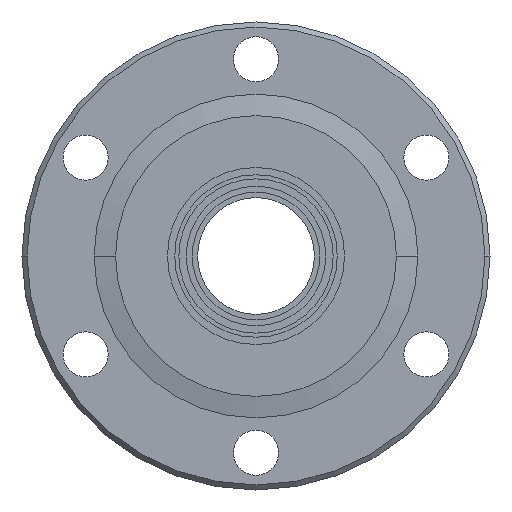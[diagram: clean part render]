
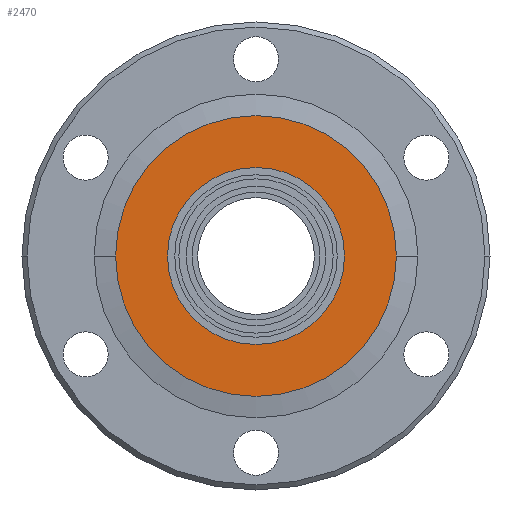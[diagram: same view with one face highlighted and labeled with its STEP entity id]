
A CAD part, front view. The second image highlights one B-rep face of the part: STEP entity #2470.
In plain terms, the highlighted planar face has unit normal (0, -1, 0).
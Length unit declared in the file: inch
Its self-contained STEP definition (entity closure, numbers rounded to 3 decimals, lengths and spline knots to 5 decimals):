
#160 = PLANE ( 'NONE',  #3390 ) ;
#162 = CARTESIAN_POINT ( 'NONE',  ( 0., 0.72412, 0.825 ) ) ;
#166 = DIRECTION ( 'NONE',  ( 0., -1., 0. ) ) ;
#167 = DIRECTION ( 'NONE',  ( -1., 0., 0. ) ) ;
#390 = CARTESIAN_POINT ( 'NONE',  ( 0., 0.72412, 0.52 ) ) ;
#407 = CARTESIAN_POINT ( 'NONE',  ( -0.825, 0.72412, 0. ) ) ;
#522 = CARTESIAN_POINT ( 'NONE',  ( 0., 0.72412, 0. ) ) ;
#523 = DIRECTION ( 'NONE',  ( 0., -1., 0. ) ) ;
#524 = DIRECTION ( 'NONE',  ( -1., 0., 0. ) ) ;
#552 = CARTESIAN_POINT ( 'NONE',  ( 0., 0.72412, 0. ) ) ;
#553 = DIRECTION ( 'NONE',  ( 0., 1., 0. ) ) ;
#554 = DIRECTION ( 'NONE',  ( 0., 0., 1. ) ) ;
#647 = AXIS2_PLACEMENT_3D ( 'NONE', #522, #523, #524 ) ;
#663 = AXIS2_PLACEMENT_3D ( 'NONE', #552, #553, #554 ) ;
#705 = FACE_BOUND ( 'NONE', #2904, .T. ) ;
#707 = FACE_OUTER_BOUND ( 'NONE', #2771, .T. ) ;
#851 = EDGE_CURVE ( 'NONE', #993, #1077, #2962, .T. ) ;
#862 = EDGE_CURVE ( 'NONE', #1088, #971, #2237, .T. ) ;
#911 = AXIS2_PLACEMENT_3D ( 'NONE', #2532, #2533, #2534 ) ;
#947 = AXIS2_PLACEMENT_3D ( 'NONE', #3070, #3071, #3072 ) ;
#971 = VERTEX_POINT ( 'NONE', #390 ) ;
#993 = VERTEX_POINT ( 'NONE', #407 ) ;
#1077 = VERTEX_POINT ( 'NONE', #1965 ) ;
#1088 = VERTEX_POINT ( 'NONE', #1967 ) ;
#1431 = EDGE_CURVE ( 'NONE', #971, #1088, #2251, .T. ) ;
#1626 = EDGE_CURVE ( 'NONE', #1077, #993, #2159, .T. ) ;
#1965 = CARTESIAN_POINT ( 'NONE',  ( 0.825, 0.72412, 0. ) ) ;
#1967 = CARTESIAN_POINT ( 'NONE',  ( 0., 0.72412, -0.52 ) ) ;
#2159 = CIRCLE ( 'NONE', #947, 0.825 ) ;
#2237 = CIRCLE ( 'NONE', #663, 0.52 ) ;
#2251 = CIRCLE ( 'NONE', #911, 0.52 ) ;
#2470 = ADVANCED_FACE ( 'NONE', ( #707, #705 ), #160, .T. ) ;
#2532 = CARTESIAN_POINT ( 'NONE',  ( 0., 0.72412, 0. ) ) ;
#2533 = DIRECTION ( 'NONE',  ( 0., 1., 0. ) ) ;
#2534 = DIRECTION ( 'NONE',  ( 0., 0., 1. ) ) ;
#2771 = EDGE_LOOP ( 'NONE', ( #3190, #3237 ) ) ;
#2904 = EDGE_LOOP ( 'NONE', ( #3266, #3219 ) ) ;
#2962 = CIRCLE ( 'NONE', #647, 0.825 ) ;
#3070 = CARTESIAN_POINT ( 'NONE',  ( 0., 0.72412, 0. ) ) ;
#3071 = DIRECTION ( 'NONE',  ( 0., -1., 0. ) ) ;
#3072 = DIRECTION ( 'NONE',  ( -1., 0., 0. ) ) ;
#3190 = ORIENTED_EDGE ( 'NONE', *, *, #851, .T. ) ;
#3219 = ORIENTED_EDGE ( 'NONE', *, *, #862, .T. ) ;
#3237 = ORIENTED_EDGE ( 'NONE', *, *, #1626, .T. ) ;
#3266 = ORIENTED_EDGE ( 'NONE', *, *, #1431, .T. ) ;
#3390 = AXIS2_PLACEMENT_3D ( 'NONE', #162, #166, #167 ) ;
